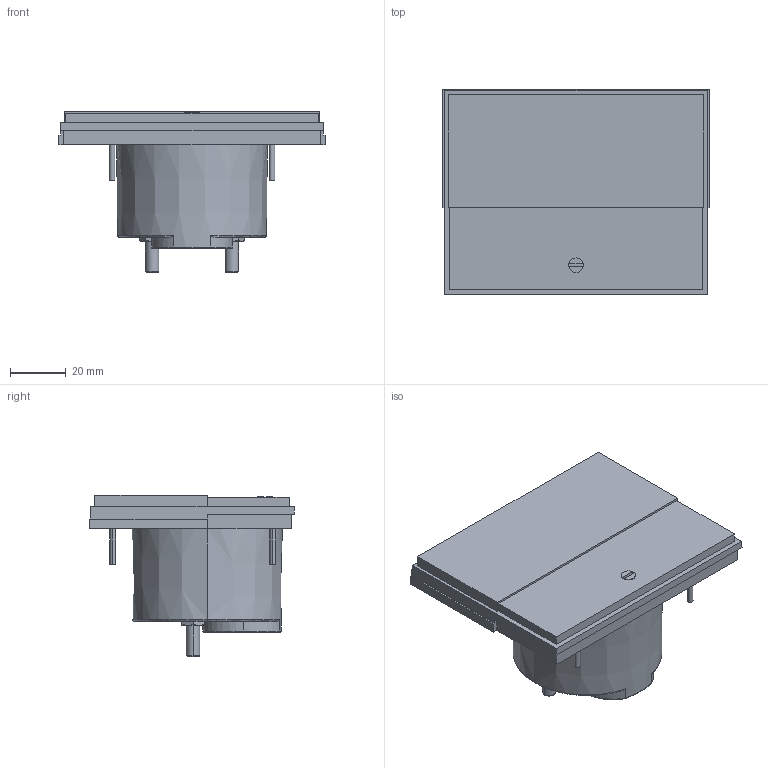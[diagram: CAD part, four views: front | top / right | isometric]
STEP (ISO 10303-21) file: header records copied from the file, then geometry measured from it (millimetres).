
FILE_DESCRIPTION (( 'STEP AP214' ), '1' );
FILE_NAME ('PK-260-320-PZPZ.STEP', '2025-02-12T15:27:15', ( '' ), ( '' ), 'SwSTEP 2.0', 'SolidWorks 2021', '' );
FILE_SCHEMA (( 'AUTOMOTIVE_DESIGN' ));
Length unit declared in the file: inch
Products named in the file (1): PK-260-320-PZPZ
Bounding box: 95.2 x 73.2 x 57.7 mm (x, y, z)
Volume: 154794.4 mm3; surface area: 24770.7 mm2
Topology: 1 solids, 1 shells, 163 faces, 380 edges, 236 vertices
Faces by surface type: plane 76, cone 45, cylinder 31, bspline 11
Entity records: 5127 total; most frequent: CARTESIAN_POINT 1449, ORIENTED_EDGE 756, DIRECTION 745, EDGE_CURVE 378, AXIS2_PLACEMENT_3D 279, VERTEX_POINT 236, LINE 187, VECTOR 187
